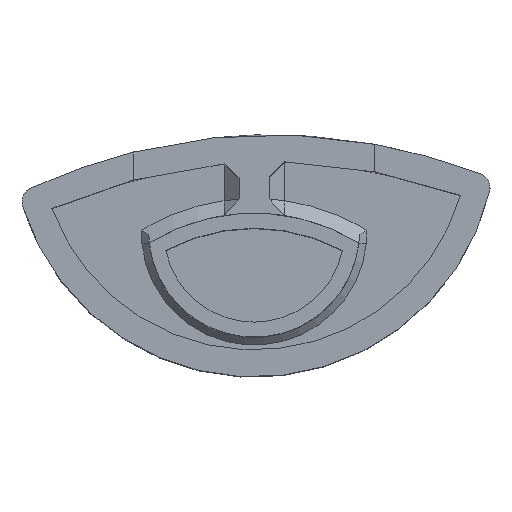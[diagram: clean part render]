
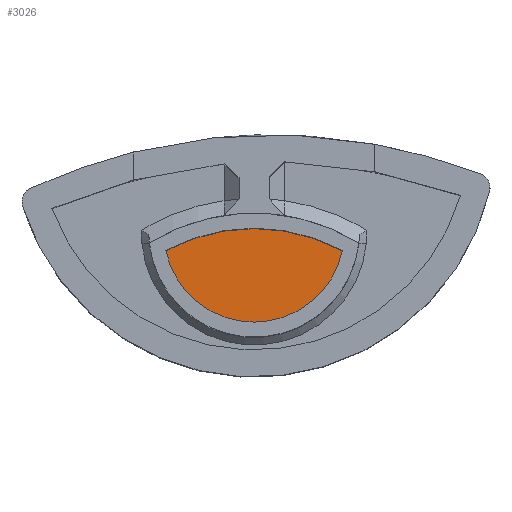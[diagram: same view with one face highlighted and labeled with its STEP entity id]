
A CAD part, top view. The second image highlights one B-rep face of the part: STEP entity #3026.
In plain terms, the highlighted planar face has unit normal (0, 0, 1).
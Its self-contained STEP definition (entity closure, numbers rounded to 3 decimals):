
#749 = CYLINDRICAL_SURFACE('',#750,6.);
#750 = AXIS2_PLACEMENT_3D('',#751,#752,#753);
#751 = CARTESIAN_POINT('',(0.,-7.453,0.));
#752 = DIRECTION('',(-0.,-0.,-1.));
#753 = DIRECTION('',(1.,0.,0.));
#776 = CYLINDRICAL_SURFACE('',#777,12.3);
#777 = AXIS2_PLACEMENT_3D('',#778,#779,#780);
#778 = CARTESIAN_POINT('',(0.,-19.51,0.));
#779 = DIRECTION('',(-0.,-0.,-1.));
#780 = DIRECTION('',(1.,0.,0.));
#1795 = EDGE_CURVE('',#1796,#1798,#1800,.T.);
#1796 = VERTEX_POINT('',#1797);
#1797 = CARTESIAN_POINT('',(5.869,-8.7,1.8));
#1798 = VERTEX_POINT('',#1799);
#1799 = CARTESIAN_POINT('',(-5.869,-8.7,1.8));
#1800 = SURFACE_CURVE('',#1801,(#1806,#1813),.PCURVE_S1.);
#1801 = CIRCLE('',#1802,6.);
#1802 = AXIS2_PLACEMENT_3D('',#1803,#1804,#1805);
#1803 = CARTESIAN_POINT('',(0.,-7.453,1.8));
#1804 = DIRECTION('',(0.,-0.,-1.));
#1805 = DIRECTION('',(1.,0.,0.));
#1806 = PCURVE('',#749,#1807);
#1807 = DEFINITIONAL_REPRESENTATION('',(#1808),#1812);
#1808 = LINE('',#1809,#1810);
#1809 = CARTESIAN_POINT('',(-6.283,-1.8));
#1810 = VECTOR('',#1811,1.);
#1811 = DIRECTION('',(1.,-0.));
#1812 = ( GEOMETRIC_REPRESENTATION_CONTEXT(2) 
PARAMETRIC_REPRESENTATION_CONTEXT() REPRESENTATION_CONTEXT('2D SPACE',''
  ) );
#1813 = PCURVE('',#1814,#1819);
#1814 = PLANE('',#1815);
#1815 = AXIS2_PLACEMENT_3D('',#1816,#1817,#1818);
#1816 = CARTESIAN_POINT('',(0.,-1.,1.8));
#1817 = DIRECTION('',(0.,0.,1.));
#1818 = DIRECTION('',(1.,0.,0.));
#1819 = DEFINITIONAL_REPRESENTATION('',(#1820),#1828);
#1820 = ( BOUNDED_CURVE() B_SPLINE_CURVE(2,(#1821,#1822,#1823,#1824,
#1825,#1826,#1827),.UNSPECIFIED.,.T.,.F.) B_SPLINE_CURVE_WITH_KNOTS((1,2
    ,2,2,2,1),(-2.094,0.,2.094,4.189,
6.283,8.378),.UNSPECIFIED.) CURVE() 
GEOMETRIC_REPRESENTATION_ITEM() RATIONAL_B_SPLINE_CURVE((1.,0.5,1.,0.5,
1.,0.5,1.)) REPRESENTATION_ITEM('') );
#1821 = CARTESIAN_POINT('',(6.,-6.453));
#1822 = CARTESIAN_POINT('',(6.,-16.845));
#1823 = CARTESIAN_POINT('',(-3.,-11.649));
#1824 = CARTESIAN_POINT('',(-12.,-6.453));
#1825 = CARTESIAN_POINT('',(-3.,-1.256));
#1826 = CARTESIAN_POINT('',(6.,3.94));
#1827 = CARTESIAN_POINT('',(6.,-6.453));
#1828 = ( GEOMETRIC_REPRESENTATION_CONTEXT(2) 
PARAMETRIC_REPRESENTATION_CONTEXT() REPRESENTATION_CONTEXT('2D SPACE',''
  ) );
#1876 = EDGE_CURVE('',#1798,#1796,#1877,.T.);
#1877 = SURFACE_CURVE('',#1878,(#1883,#1890),.PCURVE_S1.);
#1878 = CIRCLE('',#1879,12.3);
#1879 = AXIS2_PLACEMENT_3D('',#1880,#1881,#1882);
#1880 = CARTESIAN_POINT('',(0.,-19.51,1.8));
#1881 = DIRECTION('',(0.,-0.,-1.));
#1882 = DIRECTION('',(1.,0.,0.));
#1883 = PCURVE('',#776,#1884);
#1884 = DEFINITIONAL_REPRESENTATION('',(#1885),#1889);
#1885 = LINE('',#1886,#1887);
#1886 = CARTESIAN_POINT('',(-6.283,-1.8));
#1887 = VECTOR('',#1888,1.);
#1888 = DIRECTION('',(1.,-0.));
#1889 = ( GEOMETRIC_REPRESENTATION_CONTEXT(2) 
PARAMETRIC_REPRESENTATION_CONTEXT() REPRESENTATION_CONTEXT('2D SPACE',''
  ) );
#1890 = PCURVE('',#1814,#1891);
#1891 = DEFINITIONAL_REPRESENTATION('',(#1892),#1900);
#1892 = ( BOUNDED_CURVE() B_SPLINE_CURVE(2,(#1893,#1894,#1895,#1896,
#1897,#1898,#1899),.UNSPECIFIED.,.T.,.F.) B_SPLINE_CURVE_WITH_KNOTS((1,2
    ,2,2,2,1),(-2.094,0.,2.094,4.189,
6.283,8.378),.UNSPECIFIED.) CURVE() 
GEOMETRIC_REPRESENTATION_ITEM() RATIONAL_B_SPLINE_CURVE((1.,0.5,1.,0.5,
1.,0.5,1.)) REPRESENTATION_ITEM('') );
#1893 = CARTESIAN_POINT('',(12.3,-18.51));
#1894 = CARTESIAN_POINT('',(12.3,-39.814));
#1895 = CARTESIAN_POINT('',(-6.15,-29.162));
#1896 = CARTESIAN_POINT('',(-24.6,-18.51));
#1897 = CARTESIAN_POINT('',(-6.15,-7.858));
#1898 = CARTESIAN_POINT('',(12.3,2.794));
#1899 = CARTESIAN_POINT('',(12.3,-18.51));
#1900 = ( GEOMETRIC_REPRESENTATION_CONTEXT(2) 
PARAMETRIC_REPRESENTATION_CONTEXT() REPRESENTATION_CONTEXT('2D SPACE',''
  ) );
#3026 = ADVANCED_FACE('',(#3027),#1814,.T.);
#3027 = FACE_BOUND('',#3028,.T.);
#3028 = EDGE_LOOP('',(#3029,#3030));
#3029 = ORIENTED_EDGE('',*,*,#1795,.F.);
#3030 = ORIENTED_EDGE('',*,*,#1876,.F.);
